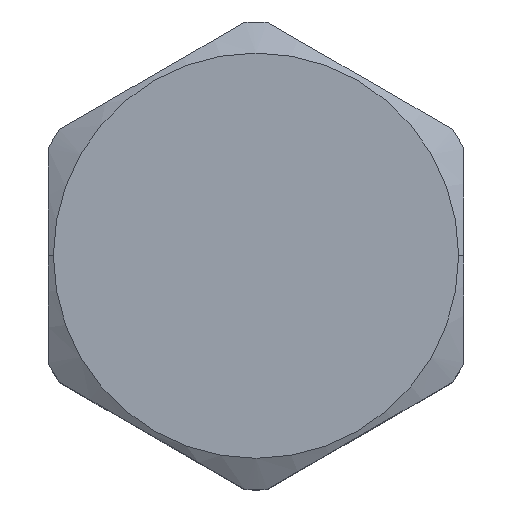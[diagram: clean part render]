
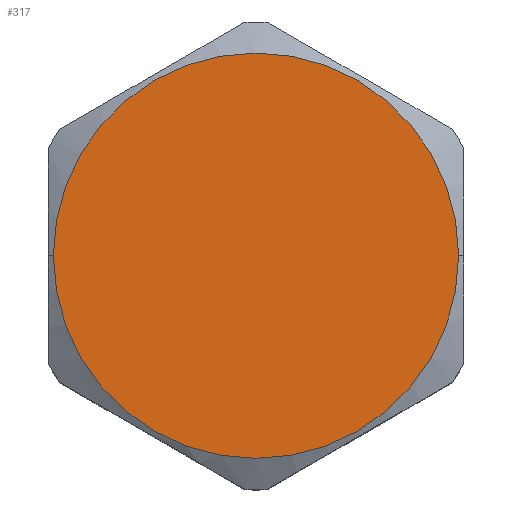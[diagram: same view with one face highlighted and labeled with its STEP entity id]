
A CAD part, top view. The second image highlights one B-rep face of the part: STEP entity #317.
In plain terms, the highlighted planar face has unit normal (0, 0, 1).
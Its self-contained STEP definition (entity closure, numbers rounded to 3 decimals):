
#150 = CARTESIAN_POINT ( 'NONE',  ( -3.9, 0., 0. ) ) ;
#199 = VERTEX_POINT ( 'NONE', #150 ) ;
#217 = EDGE_CURVE ( 'NONE', #234, #199, #652, .T. ) ;
#234 = VERTEX_POINT ( 'NONE', #767 ) ;
#305 = ORIENTED_EDGE ( 'NONE', *, *, #217, .T. ) ;
#308 = ORIENTED_EDGE ( 'NONE', *, *, #312, .T. ) ;
#312 = EDGE_CURVE ( 'NONE', #199, #234, #887, .T. ) ;
#315 = EDGE_LOOP ( 'NONE', ( #308, #305 ) ) ;
#317 = ADVANCED_FACE ( 'NONE', ( #964 ), #923, .F. ) ;
#617 = CARTESIAN_POINT ( 'NONE',  ( 0., 0., 0. ) ) ;
#624 = AXIS2_PLACEMENT_3D ( 'NONE', #617, #654, #653 ) ;
#652 = CIRCLE ( 'NONE', #624, 3.9 ) ;
#653 = DIRECTION ( 'NONE',  ( 1., 0., 0. ) ) ;
#654 = DIRECTION ( 'NONE',  ( 0., 0., 1. ) ) ;
#767 = CARTESIAN_POINT ( 'NONE',  ( 3.9, 0., 0. ) ) ;
#885 = AXIS2_PLACEMENT_3D ( 'NONE', #892, #890, #904 ) ;
#887 = CIRCLE ( 'NONE', #885, 3.9 ) ;
#890 = DIRECTION ( 'NONE',  ( 0., 0., 1. ) ) ;
#892 = CARTESIAN_POINT ( 'NONE',  ( 0., 0., 0. ) ) ;
#904 = DIRECTION ( 'NONE',  ( 1., 0., 0. ) ) ;
#923 = PLANE ( 'NONE',  #935 ) ;
#928 = DIRECTION ( 'NONE',  ( 0., 0., -1. ) ) ;
#931 = CARTESIAN_POINT ( 'NONE',  ( 0., 0., 0. ) ) ;
#935 = AXIS2_PLACEMENT_3D ( 'NONE', #931, #928, #938 ) ;
#938 = DIRECTION ( 'NONE',  ( -1., 0., 0. ) ) ;
#964 = FACE_OUTER_BOUND ( 'NONE', #315, .T. ) ;
